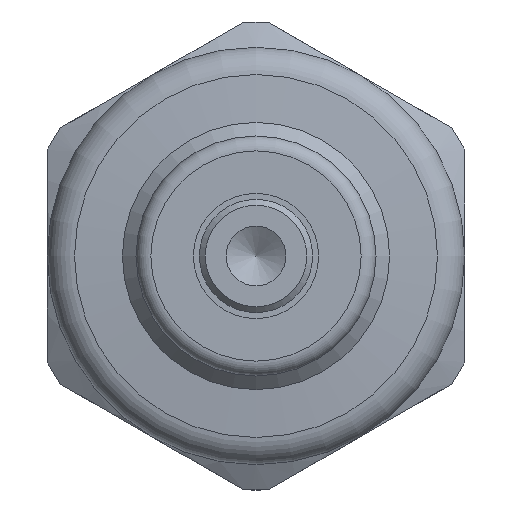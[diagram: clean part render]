
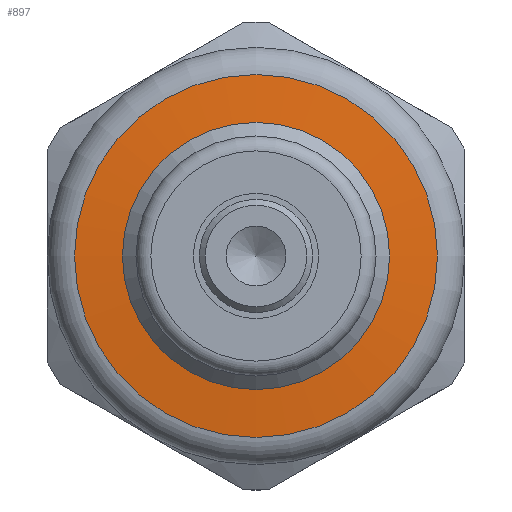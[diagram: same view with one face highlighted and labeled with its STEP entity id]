
A CAD part, left-side view. The second image highlights one B-rep face of the part: STEP entity #897.
In plain terms, the highlighted conical face has half-angle 85 degrees and reference radius 7.318 mm.
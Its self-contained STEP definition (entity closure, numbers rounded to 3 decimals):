
#60=CONICAL_SURFACE('',#1021,7.318,1.484);
#84=LINE('',#1588,#113);
#113=VECTOR('',#1259,7.318);
#238=FACE_OUTER_BOUND('',#298,.T.);
#298=EDGE_LOOP('',(#761,#762,#763,#764,#765));
#357=CIRCLE('',#1018,6.087);
#358=CIRCLE('',#1019,6.087);
#360=CIRCLE('',#1022,4.48);
#442=VERTEX_POINT('',#1580);
#443=VERTEX_POINT('',#1582);
#444=VERTEX_POINT('',#1587);
#553=EDGE_CURVE('',#442,#443,#357,.T.);
#554=EDGE_CURVE('',#443,#442,#358,.T.);
#556=EDGE_CURVE('',#443,#444,#84,.T.);
#557=EDGE_CURVE('',#444,#444,#360,.T.);
#761=ORIENTED_EDGE('',*,*,#554,.F.);
#762=ORIENTED_EDGE('',*,*,#556,.T.);
#763=ORIENTED_EDGE('',*,*,#557,.F.);
#764=ORIENTED_EDGE('',*,*,#556,.F.);
#765=ORIENTED_EDGE('',*,*,#553,.F.);
#897=ADVANCED_FACE('',(#238),#60,.T.);
#1018=AXIS2_PLACEMENT_3D('',#1583,#1251,#1252);
#1019=AXIS2_PLACEMENT_3D('',#1584,#1253,#1254);
#1021=AXIS2_PLACEMENT_3D('',#1586,#1257,#1258);
#1022=AXIS2_PLACEMENT_3D('',#1589,#1260,#1261);
#1251=DIRECTION('center_axis',(1.,0.,0.));
#1252=DIRECTION('ref_axis',(0.,-1.,0.));
#1253=DIRECTION('center_axis',(1.,0.,0.));
#1254=DIRECTION('ref_axis',(0.,-1.,0.));
#1257=DIRECTION('center_axis',(1.,0.,0.));
#1258=DIRECTION('ref_axis',(0.,1.,0.));
#1259=DIRECTION('',(-0.087,0.996,0.));
#1260=DIRECTION('center_axis',(-1.,0.,0.));
#1261=DIRECTION('ref_axis',(0.,1.,0.));
#1580=CARTESIAN_POINT('',(14.141,0.,6.087));
#1582=CARTESIAN_POINT('',(14.141,-6.087,0.));
#1583=CARTESIAN_POINT('Origin',(14.141,0.,0.));
#1584=CARTESIAN_POINT('Origin',(14.141,0.,0.));
#1586=CARTESIAN_POINT('Origin',(14.248,0.,0.));
#1587=CARTESIAN_POINT('',(14.,-4.48,0.));
#1588=CARTESIAN_POINT('',(14.248,-7.318,0.));
#1589=CARTESIAN_POINT('Origin',(14.,0.,0.));
